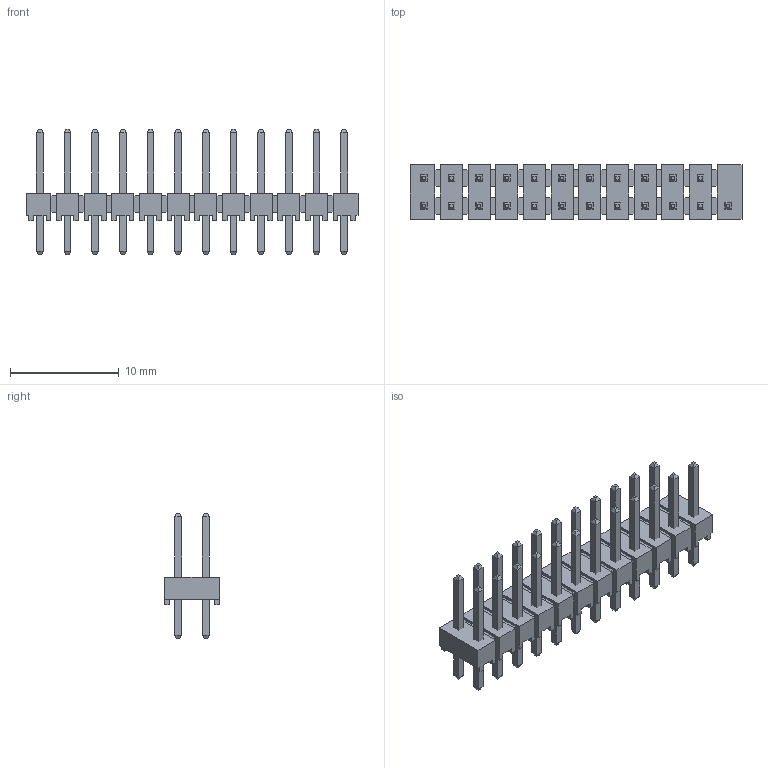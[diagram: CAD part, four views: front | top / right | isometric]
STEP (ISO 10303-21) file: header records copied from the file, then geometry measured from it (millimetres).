
FILE_DESCRIPTION((''),'2;1');
FILE_NAME('SAMTEC_PHT-112-01-L-D-024.stp','2012-02-16T11:35:44',(''),(''),'Mechanical Desktop 2011','Mechanical Desktop 2011',', , ');
FILE_SCHEMA(('AUTOMOTIVE_DESIGN { 1 2 10303 214 1 1 1 1 }'));
Length unit declared in the file: millimetre
Products named in the file (1): Product
Bounding box: 30.48 x 5.03 x 11.48 mm (x, y, z)
Volume: 388.9 mm3; surface area: 1292.1 mm2
Topology: 47 solids, 47 shells, 768 faces, 1772 edges, 1120 vertices
Faces by surface type: plane 556, bspline 212
Entity records: 21081 total; most frequent: CARTESIAN_POINT 4297, ORIENTED_EDGE 3544, DIRECTION 2886, VECTOR 1772, LINE 1772, EDGE_CURVE 1772, VERTEX_POINT 1120, EDGE_LOOP 812
